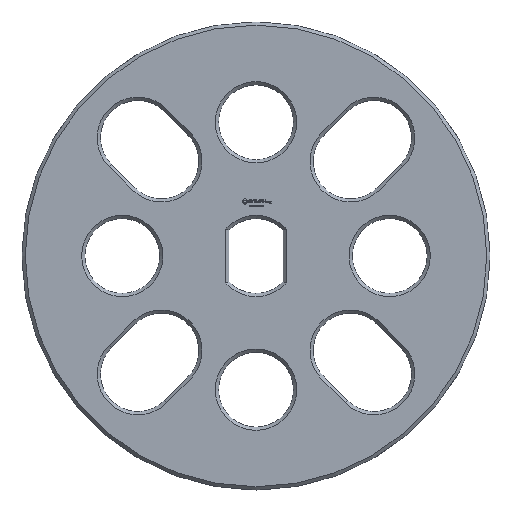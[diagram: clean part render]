
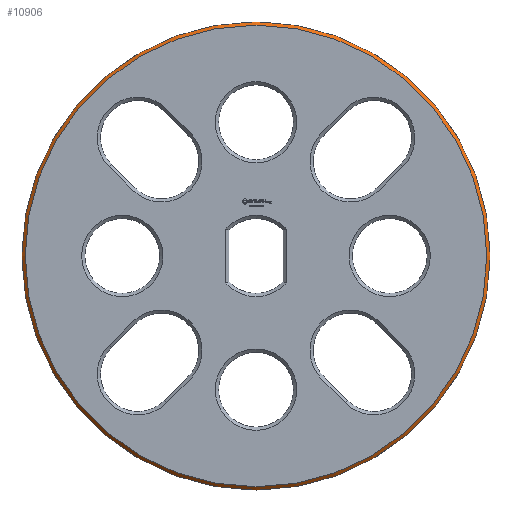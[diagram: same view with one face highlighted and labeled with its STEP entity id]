
A CAD part, top view. The second image highlights one B-rep face of the part: STEP entity #10906.
In plain terms, the highlighted conical face has half-angle 45 degrees and reference radius 21.875 mm.
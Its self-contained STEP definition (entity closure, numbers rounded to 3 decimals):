
#21 = EDGE_CURVE('',#22,#22,#24,.T.);
#22 = VERTEX_POINT('',#23);
#23 = CARTESIAN_POINT('',(21.575,0.,3.125));
#24 = SURFACE_CURVE('',#25,(#30,#42),.PCURVE_S1.);
#25 = CIRCLE('',#26,21.575);
#26 = AXIS2_PLACEMENT_3D('',#27,#28,#29);
#27 = CARTESIAN_POINT('',(0.,0.,3.125));
#28 = DIRECTION('',(0.,0.,-1.));
#29 = DIRECTION('',(1.,0.,0.));
#30 = PCURVE('',#31,#36);
#31 = PLANE('',#32);
#32 = AXIS2_PLACEMENT_3D('',#33,#34,#35);
#33 = CARTESIAN_POINT('',(0.,0.,3.125));
#34 = DIRECTION('',(0.,0.,-1.));
#35 = DIRECTION('',(1.,0.,0.));
#36 = DEFINITIONAL_REPRESENTATION('',(#37),#41);
#37 = CIRCLE('',#38,21.575);
#38 = AXIS2_PLACEMENT_2D('',#39,#40);
#39 = CARTESIAN_POINT('',(0.,0.));
#40 = DIRECTION('',(1.,0.));
#41 = ( GEOMETRIC_REPRESENTATION_CONTEXT(2) 
PARAMETRIC_REPRESENTATION_CONTEXT() REPRESENTATION_CONTEXT('2D SPACE',''
  ) );
#42 = PCURVE('',#43,#48);
#43 = CONICAL_SURFACE('',#44,21.875,0.785);
#44 = AXIS2_PLACEMENT_3D('',#45,#46,#47);
#45 = CARTESIAN_POINT('',(0.,0.,2.825));
#46 = DIRECTION('',(0.,0.,-1.));
#47 = DIRECTION('',(1.,0.,0.));
#48 = DEFINITIONAL_REPRESENTATION('',(#49),#53);
#49 = LINE('',#50,#51);
#50 = CARTESIAN_POINT('',(0.,-0.3));
#51 = VECTOR('',#52,1.);
#52 = DIRECTION('',(1.,-0.));
#53 = ( GEOMETRIC_REPRESENTATION_CONTEXT(2) 
PARAMETRIC_REPRESENTATION_CONTEXT() REPRESENTATION_CONTEXT('2D SPACE',''
  ) );
#10906 = ADVANCED_FACE('',(#10907),#43,.T.);
#10907 = FACE_BOUND('',#10908,.F.);
#10908 = EDGE_LOOP('',(#10909,#10938,#10959,#10960));
#10909 = ORIENTED_EDGE('',*,*,#10910,.T.);
#10910 = EDGE_CURVE('',#10911,#10911,#10913,.T.);
#10911 = VERTEX_POINT('',#10912);
#10912 = CARTESIAN_POINT('',(21.875,0.,2.825));
#10913 = SURFACE_CURVE('',#10914,(#10919,#10926),.PCURVE_S1.);
#10914 = CIRCLE('',#10915,21.875);
#10915 = AXIS2_PLACEMENT_3D('',#10916,#10917,#10918);
#10916 = CARTESIAN_POINT('',(0.,0.,2.825));
#10917 = DIRECTION('',(0.,0.,-1.));
#10918 = DIRECTION('',(1.,0.,0.));
#10919 = PCURVE('',#43,#10920);
#10920 = DEFINITIONAL_REPRESENTATION('',(#10921),#10925);
#10921 = LINE('',#10922,#10923);
#10922 = CARTESIAN_POINT('',(0.,-0.));
#10923 = VECTOR('',#10924,1.);
#10924 = DIRECTION('',(1.,-0.));
#10925 = ( GEOMETRIC_REPRESENTATION_CONTEXT(2) 
PARAMETRIC_REPRESENTATION_CONTEXT() REPRESENTATION_CONTEXT('2D SPACE',''
  ) );
#10926 = PCURVE('',#10927,#10932);
#10927 = CYLINDRICAL_SURFACE('',#10928,21.875);
#10928 = AXIS2_PLACEMENT_3D('',#10929,#10930,#10931);
#10929 = CARTESIAN_POINT('',(0.,0.,2.325));
#10930 = DIRECTION('',(0.,0.,1.));
#10931 = DIRECTION('',(1.,0.,0.));
#10932 = DEFINITIONAL_REPRESENTATION('',(#10933),#10937);
#10933 = LINE('',#10934,#10935);
#10934 = CARTESIAN_POINT('',(-0.,0.5));
#10935 = VECTOR('',#10936,1.);
#10936 = DIRECTION('',(-1.,0.));
#10937 = ( GEOMETRIC_REPRESENTATION_CONTEXT(2) 
PARAMETRIC_REPRESENTATION_CONTEXT() REPRESENTATION_CONTEXT('2D SPACE',''
  ) );
#10938 = ORIENTED_EDGE('',*,*,#10939,.T.);
#10939 = EDGE_CURVE('',#10911,#22,#10940,.T.);
#10940 = SEAM_CURVE('',#10941,(#10945,#10952),.PCURVE_S1.);
#10941 = LINE('',#10942,#10943);
#10942 = CARTESIAN_POINT('',(21.875,0.,2.825));
#10943 = VECTOR('',#10944,1.);
#10944 = DIRECTION('',(-0.707,0.,
    0.707));
#10945 = PCURVE('',#43,#10946);
#10946 = DEFINITIONAL_REPRESENTATION('',(#10947),#10951);
#10947 = LINE('',#10948,#10949);
#10948 = CARTESIAN_POINT('',(0.,-0.));
#10949 = VECTOR('',#10950,1.);
#10950 = DIRECTION('',(0.,-1.));
#10951 = ( GEOMETRIC_REPRESENTATION_CONTEXT(2) 
PARAMETRIC_REPRESENTATION_CONTEXT() REPRESENTATION_CONTEXT('2D SPACE',''
  ) );
#10952 = PCURVE('',#43,#10953);
#10953 = DEFINITIONAL_REPRESENTATION('',(#10954),#10958);
#10954 = LINE('',#10955,#10956);
#10955 = CARTESIAN_POINT('',(6.283,-0.));
#10956 = VECTOR('',#10957,1.);
#10957 = DIRECTION('',(0.,-1.));
#10958 = ( GEOMETRIC_REPRESENTATION_CONTEXT(2) 
PARAMETRIC_REPRESENTATION_CONTEXT() REPRESENTATION_CONTEXT('2D SPACE',''
  ) );
#10959 = ORIENTED_EDGE('',*,*,#21,.F.);
#10960 = ORIENTED_EDGE('',*,*,#10939,.F.);
